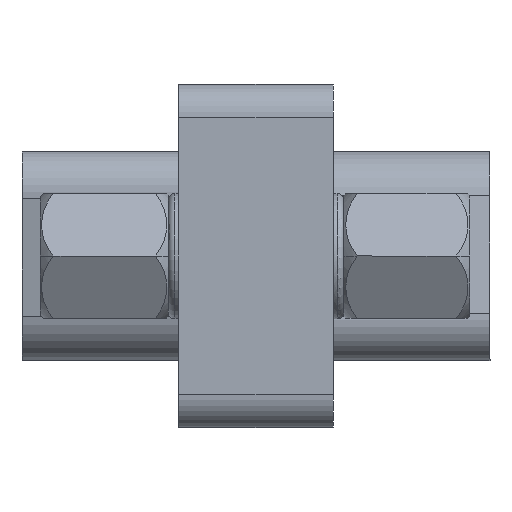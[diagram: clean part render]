
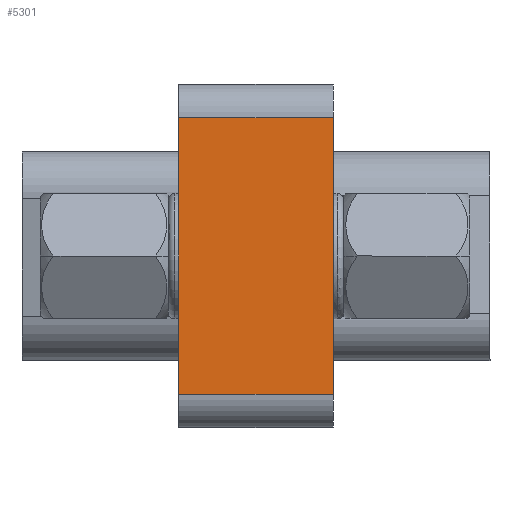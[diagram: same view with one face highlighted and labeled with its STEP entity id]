
A CAD part, left-side view. The second image highlights one B-rep face of the part: STEP entity #5301.
In plain terms, the highlighted planar face has unit normal (-1, 0, 0).
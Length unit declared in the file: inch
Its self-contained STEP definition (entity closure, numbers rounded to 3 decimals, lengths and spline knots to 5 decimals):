
#4361 = VERTEX_POINT ( 'NONE', #23157 ) ;
#4411 = EDGE_CURVE ( 'NONE', #4361, #4412, #23613, .T. ) ;
#4412 = VERTEX_POINT ( 'NONE', #23609 ) ;
#5256 = ORIENTED_EDGE ( 'NONE', *, *, #5257, .T. ) ;
#5257 = EDGE_CURVE ( 'NONE', #5258, #5259, #16481, .T. ) ;
#5258 = VERTEX_POINT ( 'NONE', #16477 ) ;
#5259 = VERTEX_POINT ( 'NONE', #16476 ) ;
#5262 = ORIENTED_EDGE ( 'NONE', *, *, #5263, .T. ) ;
#5263 = EDGE_CURVE ( 'NONE', #5259, #4412, #16453, .T. ) ;
#5264 = ORIENTED_EDGE ( 'NONE', *, *, #4411, .F. ) ;
#5265 = ORIENTED_EDGE ( 'NONE', *, *, #5266, .T. ) ;
#5266 = EDGE_CURVE ( 'NONE', #4361, #5258, #16446, .T. ) ;
#5301 = ADVANCED_FACE ( 'NONE', ( #16241 ), #16237, .F. ) ;
#5386 = EDGE_LOOP ( 'NONE', ( #5256, #5262, #5264, #5265 ) ) ;
#16232 = DIRECTION ( 'NONE',  ( 0., 0., -1. ) ) ;
#16233 = DIRECTION ( 'NONE',  ( 1., 0., 0. ) ) ;
#16234 = CARTESIAN_POINT ( 'NONE',  ( -1.05, 0.115, 0.255 ) ) ;
#16235 = AXIS2_PLACEMENT_3D ( 'NONE', #16234, #16233, #16232 ) ;
#16237 = PLANE ( 'NONE',  #16235 ) ;
#16241 = FACE_OUTER_BOUND ( 'NONE', #5386, .T. ) ;
#16442 = DIRECTION ( 'NONE',  ( 0., -1., 0. ) ) ;
#16443 = VECTOR ( 'NONE', #16442, 39.37008 ) ;
#16444 = CARTESIAN_POINT ( 'NONE',  ( -1.05, 0.115, -0.205 ) ) ;
#16446 = LINE ( 'NONE', #16444, #16443 ) ;
#16450 = DIRECTION ( 'NONE',  ( 0., 1., 0. ) ) ;
#16451 = VECTOR ( 'NONE', #16450, 39.37008 ) ;
#16452 = CARTESIAN_POINT ( 'NONE',  ( -1.05, 0.115, 0.205 ) ) ;
#16453 = LINE ( 'NONE', #16452, #16451 ) ;
#16476 = CARTESIAN_POINT ( 'NONE',  ( -1.05, -0.115, 0.205 ) ) ;
#16477 = CARTESIAN_POINT ( 'NONE',  ( -1.05, -0.115, -0.205 ) ) ;
#16478 = DIRECTION ( 'NONE',  ( 0., 0., 1. ) ) ;
#16479 = VECTOR ( 'NONE', #16478, 39.37008 ) ;
#16480 = CARTESIAN_POINT ( 'NONE',  ( -1.05, -0.115, 0.255 ) ) ;
#16481 = LINE ( 'NONE', #16480, #16479 ) ;
#23157 = CARTESIAN_POINT ( 'NONE',  ( -1.05, 0.115, -0.205 ) ) ;
#23609 = CARTESIAN_POINT ( 'NONE',  ( -1.05, 0.115, 0.205 ) ) ;
#23610 = DIRECTION ( 'NONE',  ( 0., 0., 1. ) ) ;
#23611 = VECTOR ( 'NONE', #23610, 39.37008 ) ;
#23612 = CARTESIAN_POINT ( 'NONE',  ( -1.05, 0.115, 0.255 ) ) ;
#23613 = LINE ( 'NONE', #23612, #23611 ) ;
